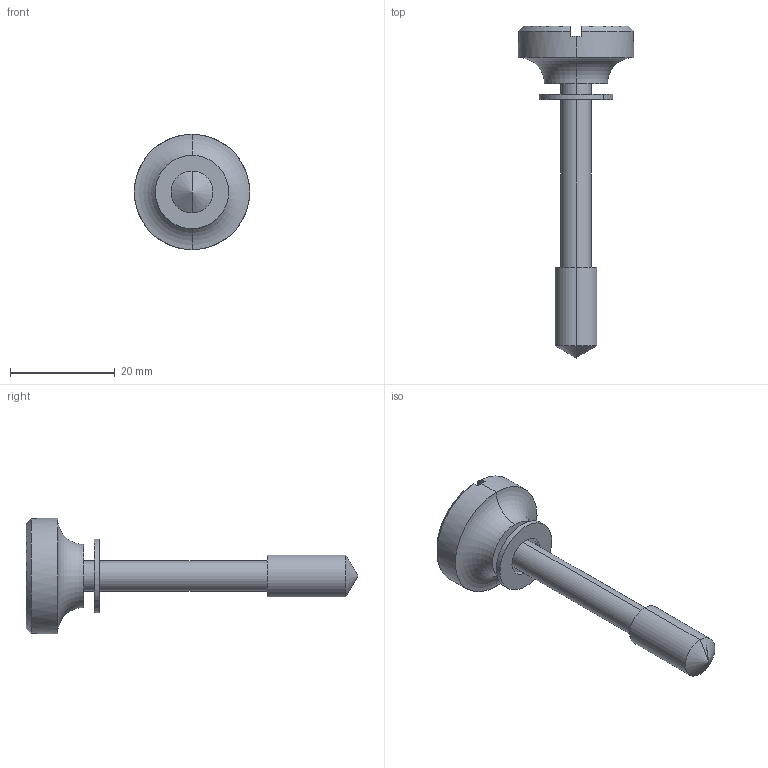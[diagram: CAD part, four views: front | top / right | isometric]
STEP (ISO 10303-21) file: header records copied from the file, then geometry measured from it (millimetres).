
FILE_DESCRIPTION (( 'STEP AP203' ), '1' );
FILE_NAME ('A-176-31.STEP', '2013-03-22T02:05:25', ( '11sw' ), ( 'タキゲン製造株式会社' ), 'SwSTEP 2.0', 'SolidWorks 2011', '' );
FILE_SCHEMA (( 'CONFIG_CONTROL_DESIGN' ));
Length unit declared in the file: millimetre
Products named in the file (3): A-176-11_-32本体_公_A-176-31; A-176儚僢僔儍_A-176-11,12,31,40,41; A-176-31
Assembly tree (2 placements, depth 2):
  A-176-31
    A-176-11_-32本体_公_A-176-31
    A-176儚僢僔儍_A-176-11,12,31,40,41
Bounding box: 22 x 63.31 x 22 mm (x, y, z)
Volume: 4794 mm3; surface area: 2689.1 mm2
Topology: 2 solids, 2 shells, 25 faces, 56 edges, 35 vertices
Faces by surface type: cylinder 10, plane 9, cone 4, torus 2
Entity records: 1007 total; most frequent: DIRECTION 140, CARTESIAN_POINT 131, ORIENTED_EDGE 108, AXIS2_PLACEMENT_3D 60, EDGE_CURVE 54, VERTEX_POINT 35, CIRCLE 30, EDGE_LOOP 29
